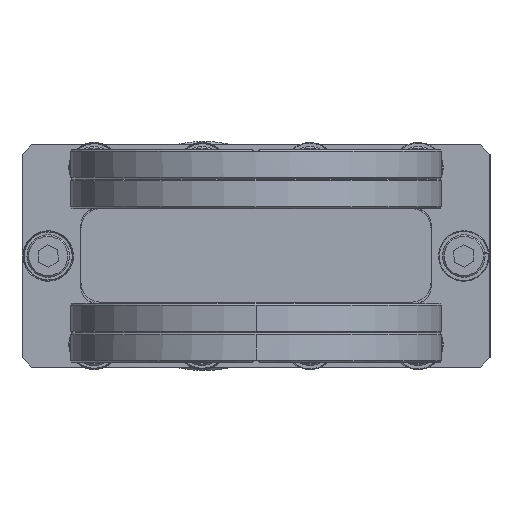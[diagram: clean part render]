
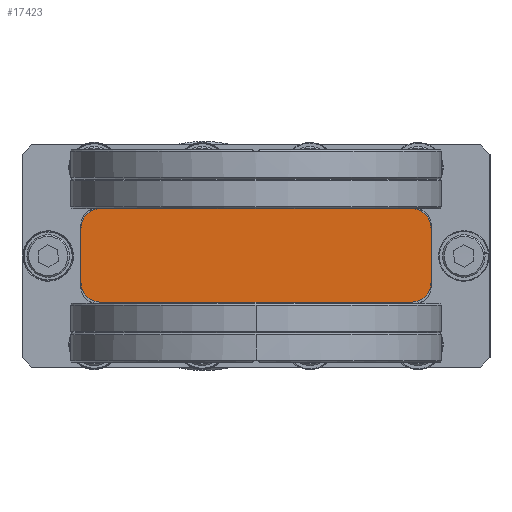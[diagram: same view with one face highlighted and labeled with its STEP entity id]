
A CAD part, front view. The second image highlights one B-rep face of the part: STEP entity #17423.
In plain terms, the highlighted planar face has unit normal (0, -1, 0).
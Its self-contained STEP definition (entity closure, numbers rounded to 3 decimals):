
#579 = CARTESIAN_POINT ( 'NONE',  ( 53.5, -3., 8.5 ) ) ;
#854 = CARTESIAN_POINT ( 'NONE',  ( -47.5, -3., 8.5 ) ) ;
#951 = VERTEX_POINT ( 'NONE', #9820 ) ;
#1081 = DIRECTION ( 'NONE',  ( 0., -1., 0. ) ) ;
#1711 = CARTESIAN_POINT ( 'NONE',  ( -47.5, -3., -14.1 ) ) ;
#2562 = DIRECTION ( 'NONE',  ( 0., -1., 0. ) ) ;
#2576 = CIRCLE ( 'NONE', #12713, 6. ) ;
#2634 = EDGE_CURVE ( 'NONE', #7554, #951, #3591, .T. ) ;
#3334 = LINE ( 'NONE', #579, #19059 ) ;
#3366 = EDGE_CURVE ( 'NONE', #25173, #21438, #2576, .T. ) ;
#3591 = CIRCLE ( 'NONE', #7946, 6. ) ;
#3723 = VECTOR ( 'NONE', #7330, 1000. ) ;
#4798 = PLANE ( 'NONE',  #19344 ) ;
#4985 = CIRCLE ( 'NONE', #26282, 6. ) ;
#5375 = ORIENTED_EDGE ( 'NONE', *, *, #3366, .T. ) ;
#5846 = CARTESIAN_POINT ( 'NONE',  ( -53.5, -3., 8.5 ) ) ;
#5880 = VERTEX_POINT ( 'NONE', #17640 ) ;
#6395 = LINE ( 'NONE', #1711, #13339 ) ;
#7177 = DIRECTION ( 'NONE',  ( 0., 0., 1. ) ) ;
#7263 = EDGE_CURVE ( 'NONE', #951, #5880, #20174, .T. ) ;
#7330 = DIRECTION ( 'NONE',  ( -1., 0., 0. ) ) ;
#7554 = VERTEX_POINT ( 'NONE', #7939 ) ;
#7939 = CARTESIAN_POINT ( 'NONE',  ( -47.5, -3., 14.5 ) ) ;
#7946 = AXIS2_PLACEMENT_3D ( 'NONE', #16318, #9919, #26488 ) ;
#8280 = DIRECTION ( 'NONE',  ( 0., -1., 0. ) ) ;
#9075 = VECTOR ( 'NONE', #24822, 1000. ) ;
#9196 = EDGE_CURVE ( 'NONE', #10353, #7554, #9646, .T. ) ;
#9375 = CARTESIAN_POINT ( 'NONE',  ( 53.5, -3., -8.1 ) ) ;
#9453 = FACE_OUTER_BOUND ( 'NONE', #16562, .T. ) ;
#9554 = VERTEX_POINT ( 'NONE', #21031 ) ;
#9646 = LINE ( 'NONE', #21882, #3723 ) ;
#9820 = CARTESIAN_POINT ( 'NONE',  ( -53.5, -3., 8.5 ) ) ;
#9919 = DIRECTION ( 'NONE',  ( 0., -1., 0. ) ) ;
#10353 = VERTEX_POINT ( 'NONE', #10400 ) ;
#10400 = CARTESIAN_POINT ( 'NONE',  ( 47.5, -3., 14.5 ) ) ;
#10561 = ORIENTED_EDGE ( 'NONE', *, *, #24587, .T. ) ;
#11691 = ORIENTED_EDGE ( 'NONE', *, *, #7263, .T. ) ;
#12502 = EDGE_CURVE ( 'NONE', #21438, #9554, #3334, .T. ) ;
#12713 = AXIS2_PLACEMENT_3D ( 'NONE', #13859, #1081, #17835 ) ;
#12771 = ORIENTED_EDGE ( 'NONE', *, *, #19805, .T. ) ;
#12791 = EDGE_CURVE ( 'NONE', #9554, #10353, #4985, .T. ) ;
#13339 = VECTOR ( 'NONE', #26813, 1000. ) ;
#13859 = CARTESIAN_POINT ( 'NONE',  ( 47.5, -3., -8.1 ) ) ;
#15148 = CARTESIAN_POINT ( 'NONE',  ( -47.5, -3., -8.1 ) ) ;
#15367 = DIRECTION ( 'NONE',  ( 1., 0., 0. ) ) ;
#16014 = AXIS2_PLACEMENT_3D ( 'NONE', #15148, #2562, #21524 ) ;
#16318 = CARTESIAN_POINT ( 'NONE',  ( -47.5, -3., 8.5 ) ) ;
#16562 = EDGE_LOOP ( 'NONE', ( #19334, #26462, #17631, #11691, #10561, #12771, #5375, #19550 ) ) ;
#17423 = ADVANCED_FACE ( 'NONE', ( #9453 ), #4798, .T. ) ;
#17631 = ORIENTED_EDGE ( 'NONE', *, *, #2634, .T. ) ;
#17640 = CARTESIAN_POINT ( 'NONE',  ( -53.5, -3., -8.1 ) ) ;
#17835 = DIRECTION ( 'NONE',  ( 1., 0., 0. ) ) ;
#18511 = CARTESIAN_POINT ( 'NONE',  ( 47.5, -3., 8.5 ) ) ;
#18621 = VERTEX_POINT ( 'NONE', #25131 ) ;
#19059 = VECTOR ( 'NONE', #7177, 1000. ) ;
#19334 = ORIENTED_EDGE ( 'NONE', *, *, #12791, .T. ) ;
#19344 = AXIS2_PLACEMENT_3D ( 'NONE', #854, #19452, #15367 ) ;
#19452 = DIRECTION ( 'NONE',  ( 0., -1., 0. ) ) ;
#19550 = ORIENTED_EDGE ( 'NONE', *, *, #12502, .T. ) ;
#19805 = EDGE_CURVE ( 'NONE', #18621, #25173, #6395, .T. ) ;
#20174 = LINE ( 'NONE', #5846, #9075 ) ;
#21031 = CARTESIAN_POINT ( 'NONE',  ( 53.5, -3., 8.5 ) ) ;
#21438 = VERTEX_POINT ( 'NONE', #9375 ) ;
#21524 = DIRECTION ( 'NONE',  ( 1., 0., 0. ) ) ;
#21882 = CARTESIAN_POINT ( 'NONE',  ( -47.5, -3., 14.5 ) ) ;
#24587 = EDGE_CURVE ( 'NONE', #5880, #18621, #25298, .T. ) ;
#24822 = DIRECTION ( 'NONE',  ( 0., 0., -1. ) ) ;
#25131 = CARTESIAN_POINT ( 'NONE',  ( -47.5, -3., -14.1 ) ) ;
#25173 = VERTEX_POINT ( 'NONE', #26272 ) ;
#25298 = CIRCLE ( 'NONE', #16014, 6. ) ;
#26272 = CARTESIAN_POINT ( 'NONE',  ( 47.5, -3., -14.1 ) ) ;
#26282 = AXIS2_PLACEMENT_3D ( 'NONE', #18511, #8280, #26770 ) ;
#26462 = ORIENTED_EDGE ( 'NONE', *, *, #9196, .T. ) ;
#26488 = DIRECTION ( 'NONE',  ( 1., 0., 0. ) ) ;
#26770 = DIRECTION ( 'NONE',  ( 1., 0., 0. ) ) ;
#26813 = DIRECTION ( 'NONE',  ( 1., 0., 0. ) ) ;
